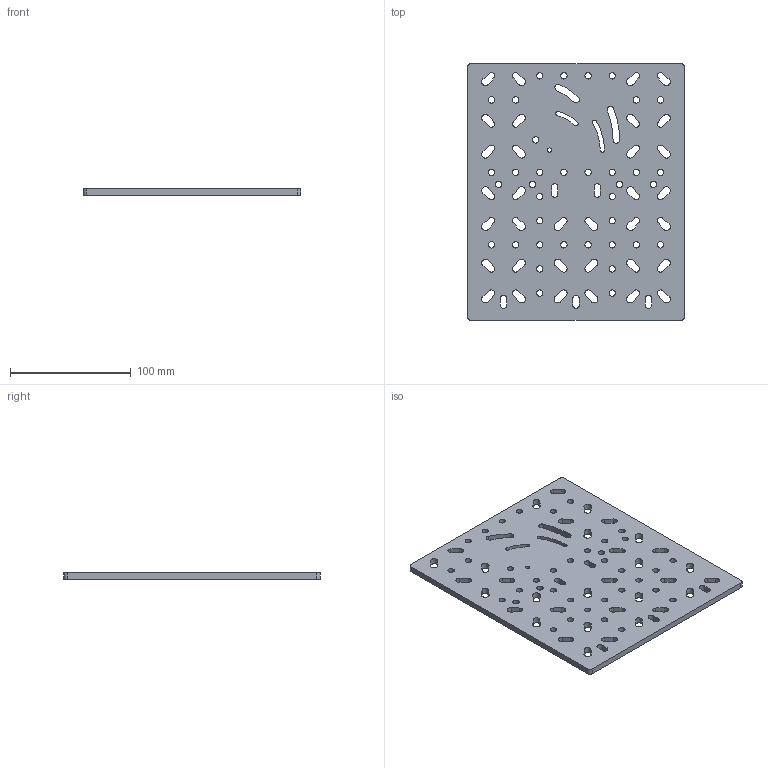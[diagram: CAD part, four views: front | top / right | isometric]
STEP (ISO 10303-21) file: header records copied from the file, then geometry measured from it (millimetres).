
FILE_DESCRIPTION(/* description */ (''),/* implementation_level */ '2;1');
FILE_NAME(/* name */ 'Nema easyrider big.stp',/* time_stamp */ '2016-09-27T20:54:21+02:00',/* author */ ('Richard'),/* organization */ (''),/* preprocessor_version */ 'ST-DEVELOPER v16.1',/* originating_system */ 'Autodesk Inventor 2016',/* authorisation */ '');
FILE_SCHEMA (('AUTOMOTIVE_DESIGN { 1 0 10303 214 3 1 1 }'));
Length unit declared in the file: millimetre
Products named in the file (1): Nema easyrider big
Bounding box: 180 x 212.5 x 5 mm (x, y, z)
Volume: 172009.7 mm3; surface area: 83178.6 mm2
Topology: 1 solids, 1 shells, 220 faces, 654 edges, 436 vertices
Faces by surface type: cylinder 136, plane 84
Full cylindrical faces by diameter (mm): 3.5 x1, 5.2 x1, 5.3 x36
Entity records: 7648 total; most frequent: DIRECTION 1330, CARTESIAN_POINT 1273, ORIENTED_EDGE 1232, EDGE_CURVE 616, AXIS2_PLACEMENT_3D 493, VERTEX_POINT 436, EDGE_LOOP 420, LINE 344
